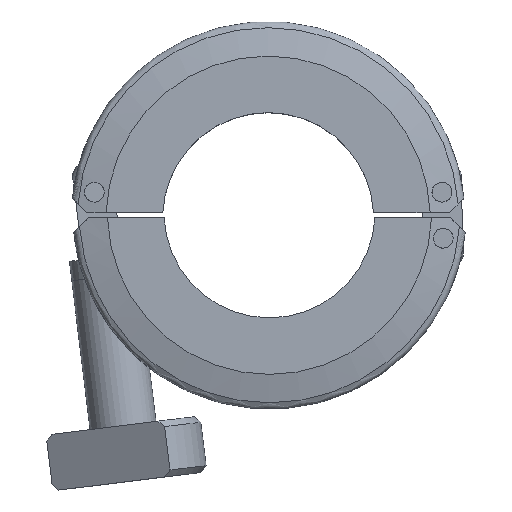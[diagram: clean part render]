
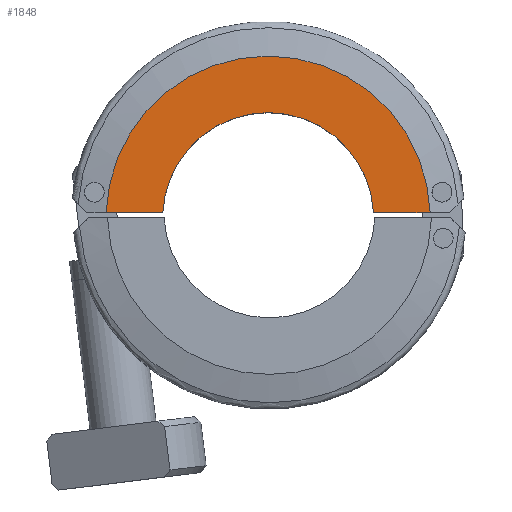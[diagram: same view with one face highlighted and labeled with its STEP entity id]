
A CAD part, top view. The second image highlights one B-rep face of the part: STEP entity #1848.
In plain terms, the highlighted planar face has unit normal (0, 0, 1).
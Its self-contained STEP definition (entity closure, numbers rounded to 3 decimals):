
#246=LINE('',#2957,#336);
#258=LINE('',#3016,#348);
#336=VECTOR('',#2217,9.148);
#348=VECTOR('',#2235,9.148);
#425=PLANE('',#1983);
#497=FACE_OUTER_BOUND('',#619,.T.);
#619=EDGE_LOOP('',(#1427,#1428,#1429,#1430));
#750=CIRCLE('',#1971,17.06);
#752=CIRCLE('',#1982,26.2);
#875=VERTEX_POINT('',#2954);
#876=VERTEX_POINT('',#2956);
#883=VERTEX_POINT('',#2985);
#890=VERTEX_POINT('',#3012);
#1070=EDGE_CURVE('',#876,#875,#246,.T.);
#1080=EDGE_CURVE('',#875,#883,#750,.T.);
#1089=EDGE_CURVE('',#883,#890,#258,.T.);
#1099=EDGE_CURVE('',#890,#876,#752,.T.);
#1427=ORIENTED_EDGE('',*,*,#1099,.T.);
#1428=ORIENTED_EDGE('',*,*,#1070,.T.);
#1429=ORIENTED_EDGE('',*,*,#1080,.T.);
#1430=ORIENTED_EDGE('',*,*,#1089,.T.);
#1848=ADVANCED_FACE('',(#497),#425,.T.);
#1971=AXIS2_PLACEMENT_3D('',#2987,#2226,#2227);
#1982=AXIS2_PLACEMENT_3D('',#3206,#2256,#2257);
#1983=AXIS2_PLACEMENT_3D('',#3207,#2258,#2259);
#2217=DIRECTION('',(1.,0.,0.));
#2226=DIRECTION('center_axis',(0.,0.,-1.));
#2227=DIRECTION('ref_axis',(-0.999,-0.052,0.));
#2235=DIRECTION('',(1.,0.,0.));
#2256=DIRECTION('center_axis',(0.,0.,1.));
#2257=DIRECTION('ref_axis',(0.,1.,0.));
#2258=DIRECTION('center_axis',(0.,0.,1.));
#2259=DIRECTION('ref_axis',(1.,0.,0.));
#2954=CARTESIAN_POINT('',(-17.037,0.89,7.95));
#2956=CARTESIAN_POINT('',(-26.185,0.89,7.95));
#2957=CARTESIAN_POINT('',(-31.788,0.89,7.95));
#2985=CARTESIAN_POINT('',(17.037,0.89,7.95));
#2987=CARTESIAN_POINT('Origin',(0.,0.,7.95));
#3012=CARTESIAN_POINT('',(26.185,0.89,7.95));
#3016=CARTESIAN_POINT('',(17.037,0.89,7.95));
#3206=CARTESIAN_POINT('Origin',(0.,0.,7.95));
#3207=CARTESIAN_POINT('Origin',(0.,13.938,
7.95));
